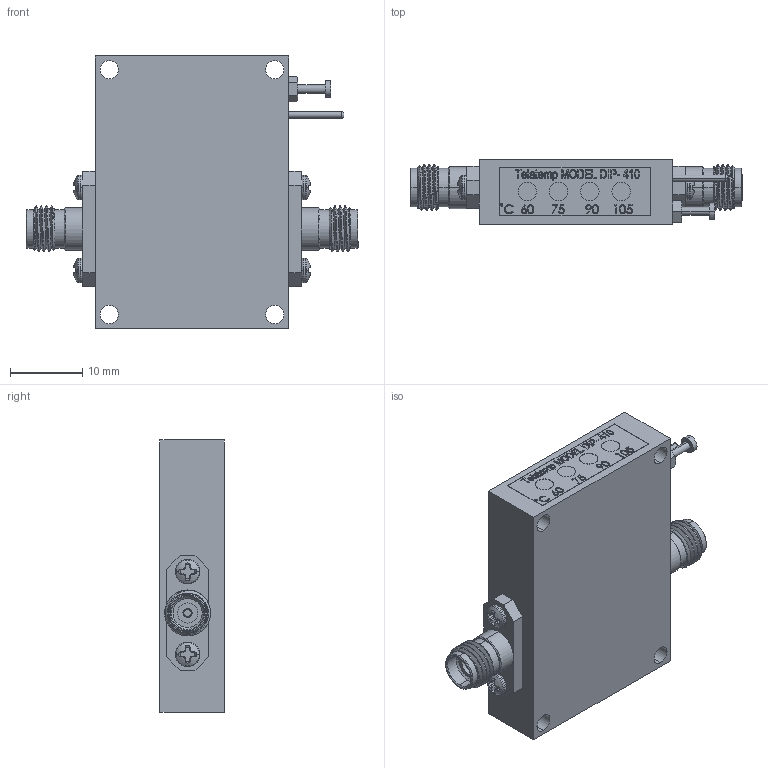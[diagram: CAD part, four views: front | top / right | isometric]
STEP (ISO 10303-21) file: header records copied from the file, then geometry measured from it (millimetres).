
FILE_DESCRIPTION (( 'STEP AP203' ), '1' );
FILE_NAME ('PE15A4065.step', '2019-04-29T15:58:48', ( '' ), ( '' ), 'SwSTEP 2.0', 'SolidWorks 2018', '' );
FILE_SCHEMA (( 'CONFIG_CONTROL_DESIGN' ));
Length unit declared in the file: inch
Products named in the file (1): PE15A4065
Bounding box: 45.82 x 8.94 x 37.64 mm (x, y, z)
Volume: 9394.1 mm3; surface area: 6183.8 mm2
Topology: 12 solids, 12 shells, 1502 faces, 3955 edges, 2621 vertices
Faces by surface type: plane 847, bspline 349, cylinder 221, cone 59, torus 18, sphere 8
Entity records: 70677 total; most frequent: CARTESIAN_POINT 36230, ORIENTED_EDGE 7910, DIRECTION 5678, EDGE_CURVE 3955, VERTEX_POINT 2621, LINE 2520, VECTOR 2520, EDGE_LOOP 1668
